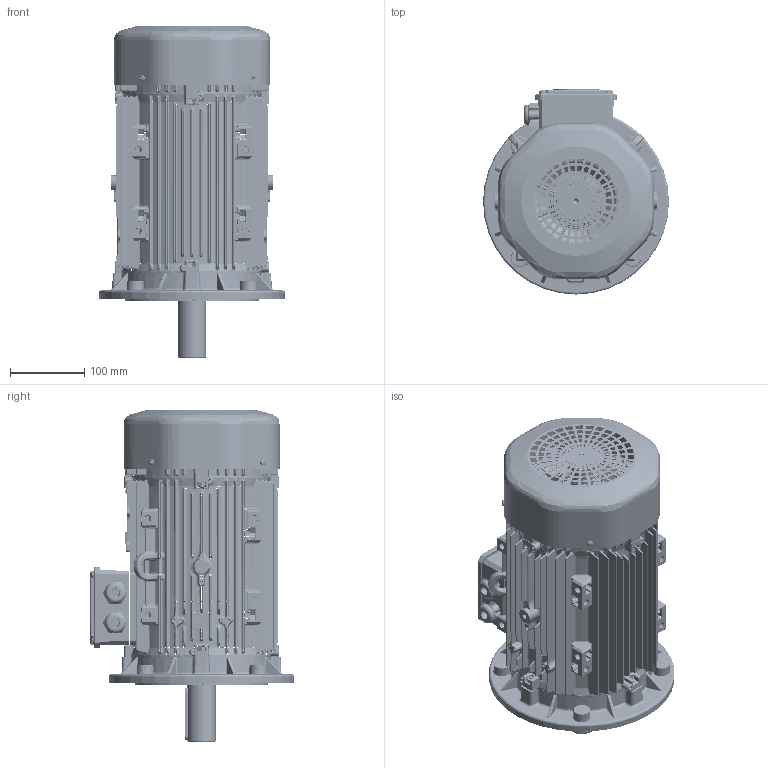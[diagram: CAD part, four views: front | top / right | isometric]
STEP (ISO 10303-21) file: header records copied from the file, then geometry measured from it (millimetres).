
FILE_DESCRIPTION(/* description */ (''),/* implementation_level */ '2;1');
FILE_NAME(/* name */ '_QHS series_ 132_B14b _DEEP COVER__stp.stp',/* time_stamp */ '2024-07-30T14:38:49+03:00',/* author */ (''),/* organization */ (''),/* preprocessor_version */ 'ST-DEVELOPER v18.102',/* originating_system */ 'SIEMENS PLM Software NX2206.8101',/* authorisation */ '');
FILE_SCHEMA (('AP203_CONFIGURATION_CONTROLLED_3D_DESIGN_OF_MECHANICAL_PARTS_AND_ASSEMBLIES_MIM_LF { 1 0 10303 403 2 1 2}'));
Products named in the file (1): _QHS series_ 132_B14b _DEEP COVER__stp_objects
Bounding box: 250.55 x 276.24 x 447.4 mm (x, y, z)
Surface area: 836217.4 mm2 (no closed solid volume)
Topology: 0 solids, 105 shells, 6769 faces, 21895 edges, 13837 vertices
Faces by surface type: cylinder 2627, plane 1468, torus 913, bspline 807, sphere 498, cone 456
Full cylindrical faces by diameter (mm): 3.5 x2, 4 x1, 6 x2, 8 x7, 12 x4, 13 x1, 23.38 x2, 29 x1, 29.2 x1, 30 x1, 37.4 x1, 38 x1, 40 x1, 47 x1, 57.4 x1, 58.667 x1, 61 x1
Entity records: 275051 total; most frequent: CARTESIAN_POINT 106113, ORIENTED_EDGE 33856, DIRECTION 31379, EDGE_CURVE 21407, VERTEX_POINT 13733, AXIS2_PLACEMENT_3D 12558, B_SPLINE_CURVE_WITH_KNOTS 8051, EDGE_LOOP 7411
